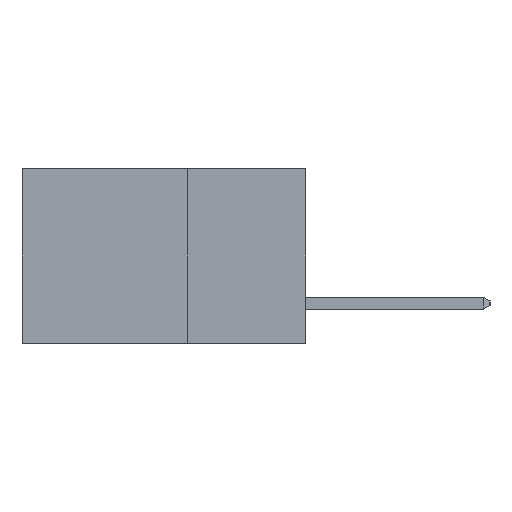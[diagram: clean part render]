
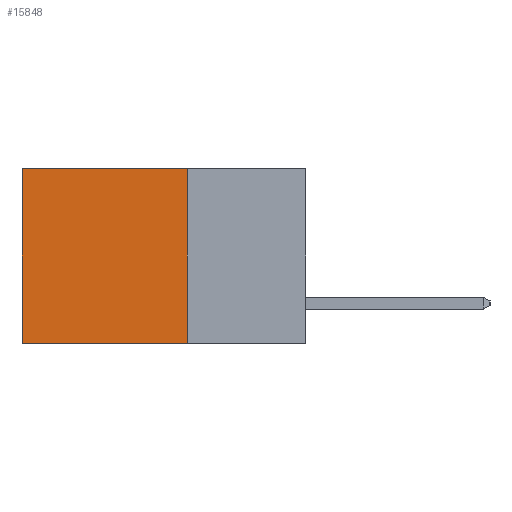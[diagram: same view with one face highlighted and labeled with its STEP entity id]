
A CAD part, left-side view. The second image highlights one B-rep face of the part: STEP entity #15848.
In plain terms, the highlighted planar face has unit normal (-1, 0, 0).
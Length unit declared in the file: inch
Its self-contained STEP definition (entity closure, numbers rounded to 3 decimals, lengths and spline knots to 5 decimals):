
#2146 = DIRECTION ( 'NONE',  ( 0., 0., -1. ) ) ;
#3094 = EDGE_CURVE ( 'NONE', #8624, #3546, #15518, .T. ) ;
#3546 = VERTEX_POINT ( 'NONE', #18121 ) ;
#3644 = ORIENTED_EDGE ( 'NONE', *, *, #19011, .F. ) ;
#3656 = LINE ( 'NONE', #14207, #15218 ) ;
#3846 = DIRECTION ( 'NONE',  ( 0., 1., 0. ) ) ;
#6615 = AXIS2_PLACEMENT_3D ( 'NONE', #31495, #16935, #2146 ) ;
#8624 = VERTEX_POINT ( 'NONE', #18809 ) ;
#9379 = ORIENTED_EDGE ( 'NONE', *, *, #30405, .T. ) ;
#9438 = CARTESIAN_POINT ( 'NONE',  ( 0.298, 0.6, -0.37 ) ) ;
#9510 = LINE ( 'NONE', #28357, #21716 ) ;
#10140 = VECTOR ( 'NONE', #28541, 39.37008 ) ;
#11511 = CARTESIAN_POINT ( 'NONE',  ( 0.298, 0.25, 0. ) ) ;
#13937 = VERTEX_POINT ( 'NONE', #9438 ) ;
#14207 = CARTESIAN_POINT ( 'NONE',  ( 0.298, 0.6, 0. ) ) ;
#14214 = DIRECTION ( 'NONE',  ( 0., 1., 0. ) ) ;
#14435 = VECTOR ( 'NONE', #14214, 39.37008 ) ;
#15218 = VECTOR ( 'NONE', #26332, 39.37008 ) ;
#15518 = LINE ( 'NONE', #19002, #14435 ) ;
#15798 = VERTEX_POINT ( 'NONE', #16732 ) ;
#15848 = ADVANCED_FACE ( 'NONE', ( #22912 ), #26617, .F. ) ;
#15880 = LINE ( 'NONE', #11511, #10140 ) ;
#16732 = CARTESIAN_POINT ( 'NONE',  ( 0.298, 0.25, -0.37 ) ) ;
#16935 = DIRECTION ( 'NONE',  ( 1., 0., 0. ) ) ;
#16943 = EDGE_CURVE ( 'NONE', #15798, #13937, #9510, .T. ) ;
#18121 = CARTESIAN_POINT ( 'NONE',  ( 0.298, 0.6, 0. ) ) ;
#18809 = CARTESIAN_POINT ( 'NONE',  ( 0.298, 0.25, 0. ) ) ;
#19002 = CARTESIAN_POINT ( 'NONE',  ( 0.298, 0.25, 0. ) ) ;
#19011 = EDGE_CURVE ( 'NONE', #8624, #15798, #15880, .T. ) ;
#21716 = VECTOR ( 'NONE', #3846, 39.37008 ) ;
#22912 = FACE_OUTER_BOUND ( 'NONE', #24859, .T. ) ;
#23307 = ORIENTED_EDGE ( 'NONE', *, *, #16943, .F. ) ;
#24859 = EDGE_LOOP ( 'NONE', ( #9379, #23307, #3644, #29379 ) ) ;
#26332 = DIRECTION ( 'NONE',  ( 0., 0., -1. ) ) ;
#26617 = PLANE ( 'NONE',  #6615 ) ;
#28357 = CARTESIAN_POINT ( 'NONE',  ( 0.298, 0.25, -0.37 ) ) ;
#28541 = DIRECTION ( 'NONE',  ( 0., 0., -1. ) ) ;
#29379 = ORIENTED_EDGE ( 'NONE', *, *, #3094, .T. ) ;
#30405 = EDGE_CURVE ( 'NONE', #3546, #13937, #3656, .T. ) ;
#31495 = CARTESIAN_POINT ( 'NONE',  ( 0.298, 0.25, 0. ) ) ;
